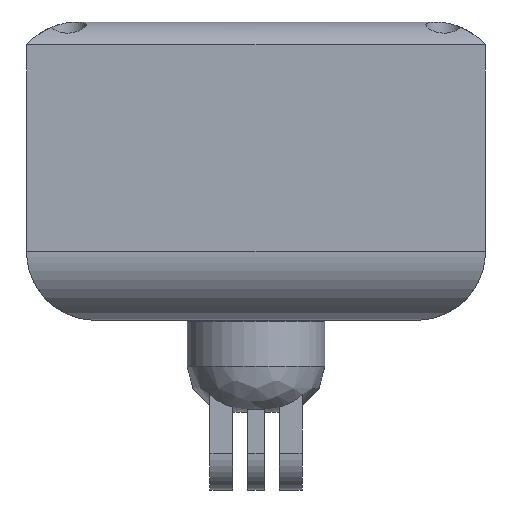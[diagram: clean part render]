
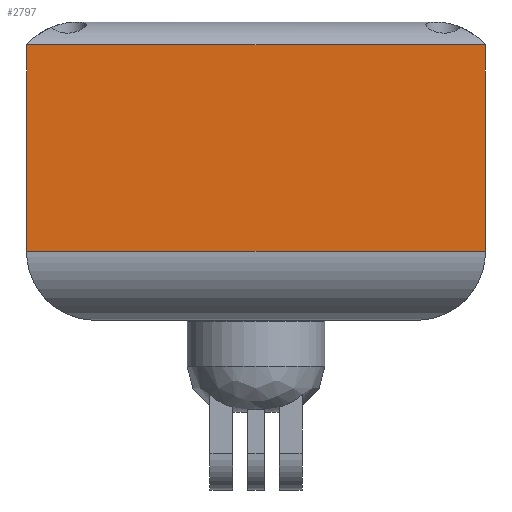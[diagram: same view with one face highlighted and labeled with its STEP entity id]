
A CAD part, front view. The second image highlights one B-rep face of the part: STEP entity #2797.
In plain terms, the highlighted face is planar.
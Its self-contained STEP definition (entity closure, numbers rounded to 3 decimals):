
#2797=ADVANCED_FACE('',(#3757),#3402,.T.);
#3402=PLANE('',#11656);
#3757=FACE_OUTER_BOUND('',#4281,.T.);
#4281=EDGE_LOOP('',(#5386,#5387,#5388,#5389));
#5386=ORIENTED_EDGE('',*,*,#8983,.T.);
#5387=ORIENTED_EDGE('',*,*,#8984,.T.);
#5388=ORIENTED_EDGE('',*,*,#8981,.F.);
#5389=ORIENTED_EDGE('',*,*,#8834,.T.);
#7866=VERTEX_POINT('',#15209);
#7867=VERTEX_POINT('',#15211);
#7989=VERTEX_POINT('',#15501);
#7990=VERTEX_POINT('',#15505);
#8834=EDGE_CURVE('',#7867,#7866,#10198,.T.);
#8981=EDGE_CURVE('',#7867,#7989,#10314,.T.);
#8983=EDGE_CURVE('',#7866,#7990,#10316,.T.);
#8984=EDGE_CURVE('',#7990,#7989,#10317,.T.);
#10198=LINE('',#15210,#10904);
#10314=LINE('',#15500,#11020);
#10316=LINE('',#15504,#11022);
#10317=LINE('',#15506,#11023);
#10904=VECTOR('',#12658,1.);
#11020=VECTOR('',#12878,1.);
#11022=VECTOR('',#12882,1.);
#11023=VECTOR('',#12883,1.);
#11656=AXIS2_PLACEMENT_3D('',#15507,#12884,#12885);
#12658=DIRECTION('',(1.,0.,0.));
#12878=DIRECTION('',(0.,0.,-1.));
#12882=DIRECTION('',(0.,0.,-1.));
#12883=DIRECTION('',(-1.,0.,0.));
#12884=DIRECTION('',(0.,1.,0.));
#12885=DIRECTION('',(0.,0.,1.));
#15209=CARTESIAN_POINT('',(50.,60.,60.));
#15210=CARTESIAN_POINT('',(50.,60.,60.));
#15211=CARTESIAN_POINT('',(-50.,60.,60.));
#15500=CARTESIAN_POINT('',(-50.,60.,10.));
#15501=CARTESIAN_POINT('',(-50.,60.,15.));
#15504=CARTESIAN_POINT('',(50.,60.,10.));
#15505=CARTESIAN_POINT('',(50.,60.,15.));
#15506=CARTESIAN_POINT('',(-50.,60.,15.));
#15507=CARTESIAN_POINT('',(-50.,60.,10.));
